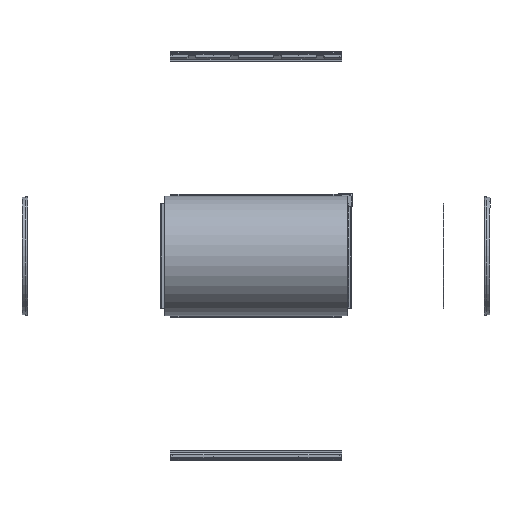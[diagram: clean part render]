
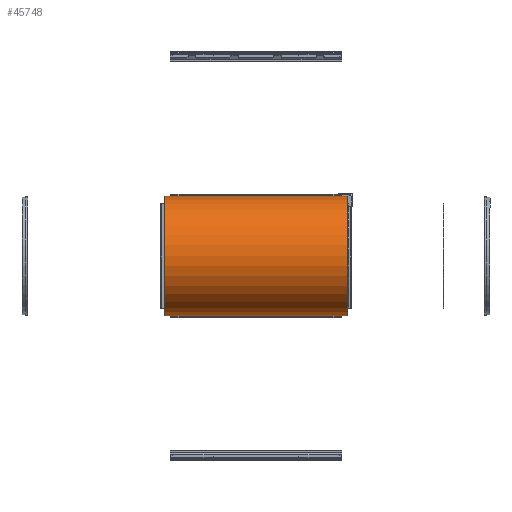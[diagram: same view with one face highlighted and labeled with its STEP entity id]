
A CAD part, top view. The second image highlights one B-rep face of the part: STEP entity #45748.
In plain terms, the highlighted cylindrical face has radius 126 mm (diameter 251.999 mm), a partial arc.
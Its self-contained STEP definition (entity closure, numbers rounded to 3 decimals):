
#4443=FACE_OUTER_BOUND('',#7321,.T.);
#7321=EDGE_LOOP('',(#39309,#39310,#39311,#39312));
#11856=LINE('',#73253,#16704);
#11857=LINE('',#73256,#16705);
#16704=VECTOR('',#59792,10.);
#16705=VECTOR('',#59795,10.);
#18954=CIRCLE('',#49329,126.);
#18955=CIRCLE('',#49330,126.);
#22525=VERTEX_POINT('',#73249);
#22526=VERTEX_POINT('',#73250);
#22527=VERTEX_POINT('',#73252);
#22528=VERTEX_POINT('',#73254);
#28329=EDGE_CURVE('',#22525,#22526,#18954,.T.);
#28330=EDGE_CURVE('',#22527,#22525,#11856,.T.);
#28331=EDGE_CURVE('',#22527,#22528,#18955,.T.);
#28332=EDGE_CURVE('',#22528,#22526,#11857,.T.);
#39309=ORIENTED_EDGE('',*,*,#28329,.F.);
#39310=ORIENTED_EDGE('',*,*,#28330,.F.);
#39311=ORIENTED_EDGE('',*,*,#28331,.T.);
#39312=ORIENTED_EDGE('',*,*,#28332,.T.);
#43641=CYLINDRICAL_SURFACE('',#49328,126.);
#45748=ADVANCED_FACE('',(#4443),#43641,.T.);
#49328=AXIS2_PLACEMENT_3D('',#73248,#59788,#59789);
#49329=AXIS2_PLACEMENT_3D('',#73251,#59790,#59791);
#49330=AXIS2_PLACEMENT_3D('',#73255,#59793,#59794);
#59788=DIRECTION('center_axis',(-1.,0.,0.));
#59789=DIRECTION('ref_axis',(0.,-1.,0.));
#59790=DIRECTION('center_axis',(-1.,0.,0.));
#59791=DIRECTION('ref_axis',(0.,-1.,0.));
#59792=DIRECTION('',(-1.,0.,0.));
#59793=DIRECTION('center_axis',(-1.,0.,0.));
#59794=DIRECTION('ref_axis',(0.,-1.,0.));
#59795=DIRECTION('',(-1.,0.,0.));
#73248=CARTESIAN_POINT('Origin',(342.3,120.,170.371));
#73249=CARTESIAN_POINT('',(-42.,-6.,170.371));
#73250=CARTESIAN_POINT('',(-42.,246.,170.371));
#73251=CARTESIAN_POINT('Origin',(-42.,120.,170.371));
#73252=CARTESIAN_POINT('',(342.,-6.,170.371));
#73253=CARTESIAN_POINT('',(342.3,-6.,170.371));
#73254=CARTESIAN_POINT('',(342.,246.,170.371));
#73255=CARTESIAN_POINT('Origin',(342.,120.,170.371));
#73256=CARTESIAN_POINT('',(342.3,246.,170.371));
